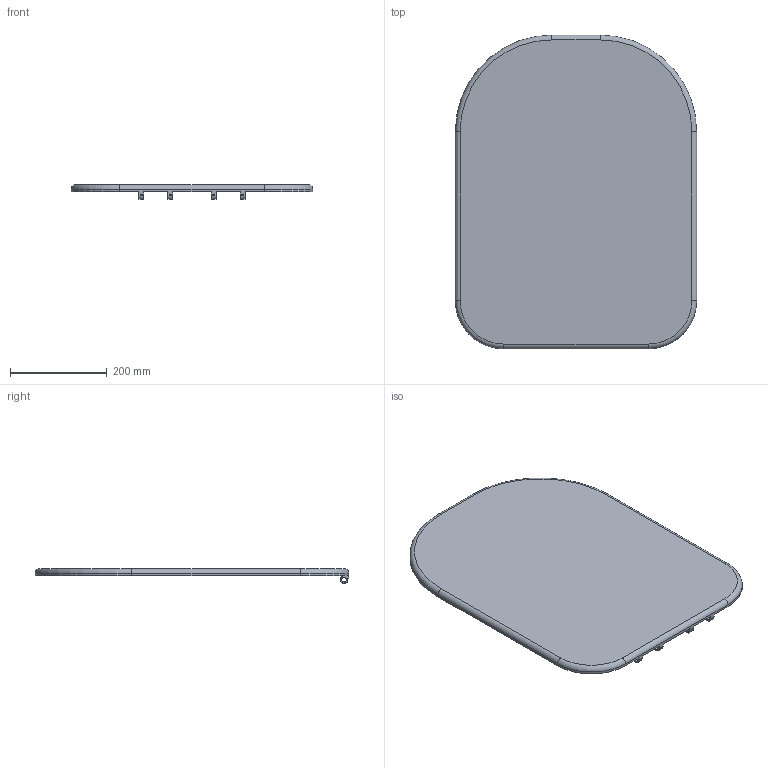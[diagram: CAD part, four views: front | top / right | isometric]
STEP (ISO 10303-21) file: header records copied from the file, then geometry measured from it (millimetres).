
FILE_DESCRIPTION(/* description */ ('STEP AP214'),/* implementation_level */ '2;1');
FILE_NAME(/* name */ 'Parte 2 Tapa_ipt_6065f54a.STEP',/* time_stamp */ '2022-09-05T17:22:08-05:00',/* author */ (''),/* organization */ (''),/* preprocessor_version */ 'ST-DEVELOPER v18',/* originating_system */ 'Autodesk Inventor 2020',/* authorisation */ '');
FILE_SCHEMA (('AUTOMOTIVE_DESIGN { 1 0 10303 214 3 1 1 }'));
Length unit declared in the file: millimetre
Products named in the file (1): Parte 2 Tapa
Bounding box: 500 x 650 x 31 mm (x, y, z)
Volume: 4103628.8 mm3; surface area: 641387.8 mm2
Topology: 1 solids, 1 shells, 52 faces, 144 edges, 96 vertices
Faces by surface type: plane 28, cylinder 20, torus 4
Full cylindrical faces by diameter (mm): 10 x4
Entity records: 1737 total; most frequent: DIRECTION 302, CARTESIAN_POINT 293, ORIENTED_EDGE 288, EDGE_CURVE 144, AXIS2_PLACEMENT_3D 105, VERTEX_POINT 96, LINE 92, VECTOR 92
